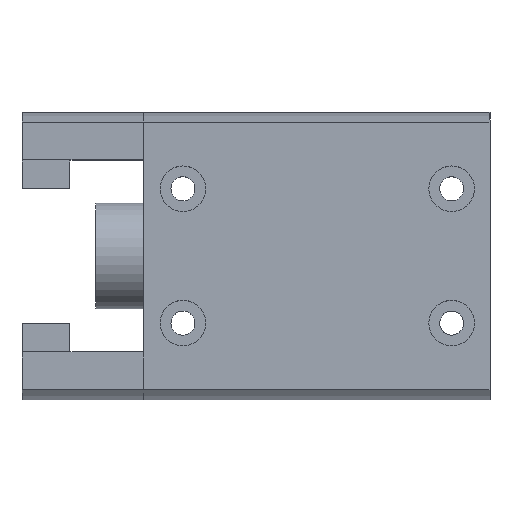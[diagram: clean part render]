
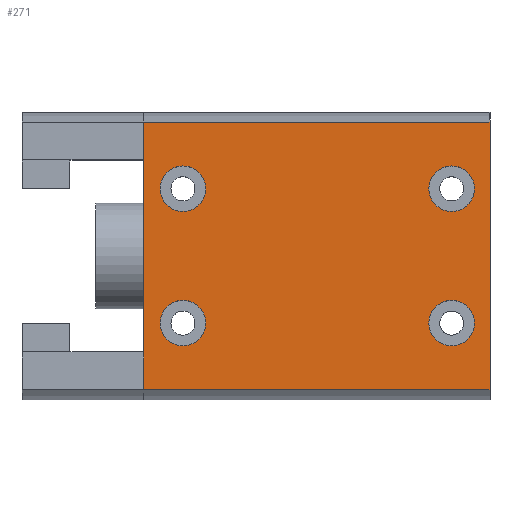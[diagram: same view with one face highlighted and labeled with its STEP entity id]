
A CAD part, top view. The second image highlights one B-rep face of the part: STEP entity #271.
In plain terms, the highlighted planar face has unit normal (0, 0, 1).
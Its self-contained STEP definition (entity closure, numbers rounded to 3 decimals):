
#77 = VERTEX_POINT('',#78);
#78 = CARTESIAN_POINT('',(-18.071,0.,9.561)
  );
#142 = EDGE_CURVE('',#77,#143,#145,.T.);
#143 = VERTEX_POINT('',#144);
#144 = CARTESIAN_POINT('',(-18.071,10.,9.561));
#145 = LINE('',#146,#147);
#146 = CARTESIAN_POINT('',(-18.071,-13.951,
    9.561));
#147 = VECTOR('',#148,1.);
#148 = DIRECTION('',(0.,1.,0.));
#174 = EDGE_CURVE('',#175,#77,#177,.T.);
#175 = VERTEX_POINT('',#176);
#176 = CARTESIAN_POINT('',(-18.071,-10.,9.561));
#177 = LINE('',#178,#179);
#178 = CARTESIAN_POINT('',(-18.071,-13.951,
    9.561));
#179 = VECTOR('',#180,1.);
#180 = DIRECTION('',(0.,1.,0.));
#271 = ADVANCED_FACE('',(#272,#314,#325,#336,#347),#358,.T.);
#272 = FACE_BOUND('',#273,.T.);
#273 = EDGE_LOOP('',(#274,#282,#290,#298,#306,#312,#313));
#274 = ORIENTED_EDGE('',*,*,#275,.F.);
#275 = EDGE_CURVE('',#276,#175,#278,.T.);
#276 = VERTEX_POINT('',#277);
#277 = CARTESIAN_POINT('',(-18.071,-13.951,
    9.561));
#278 = LINE('',#279,#280);
#279 = CARTESIAN_POINT('',(-18.071,-13.951,
    9.561));
#280 = VECTOR('',#281,1.);
#281 = DIRECTION('',(0.,1.,0.));
#282 = ORIENTED_EDGE('',*,*,#283,.T.);
#283 = EDGE_CURVE('',#276,#284,#286,.T.);
#284 = VERTEX_POINT('',#285);
#285 = CARTESIAN_POINT('',(18.,-13.951,9.561));
#286 = LINE('',#287,#288);
#287 = CARTESIAN_POINT('',(-18.071,-13.951,
    9.561));
#288 = VECTOR('',#289,1.);
#289 = DIRECTION('',(1.,0.,0.));
#290 = ORIENTED_EDGE('',*,*,#291,.T.);
#291 = EDGE_CURVE('',#284,#292,#294,.T.);
#292 = VERTEX_POINT('',#293);
#293 = CARTESIAN_POINT('',(18.,13.951,9.561));
#294 = LINE('',#295,#296);
#295 = CARTESIAN_POINT('',(18.,-6.975,9.561));
#296 = VECTOR('',#297,1.);
#297 = DIRECTION('',(0.,1.,0.));
#298 = ORIENTED_EDGE('',*,*,#299,.F.);
#299 = EDGE_CURVE('',#300,#292,#302,.T.);
#300 = VERTEX_POINT('',#301);
#301 = CARTESIAN_POINT('',(-18.071,13.951,
    9.561));
#302 = LINE('',#303,#304);
#303 = CARTESIAN_POINT('',(-18.071,13.951,
    9.561));
#304 = VECTOR('',#305,1.);
#305 = DIRECTION('',(1.,0.,0.));
#306 = ORIENTED_EDGE('',*,*,#307,.F.);
#307 = EDGE_CURVE('',#143,#300,#308,.T.);
#308 = LINE('',#309,#310);
#309 = CARTESIAN_POINT('',(-18.071,-13.951,
    9.561));
#310 = VECTOR('',#311,1.);
#311 = DIRECTION('',(0.,1.,0.));
#312 = ORIENTED_EDGE('',*,*,#142,.F.);
#313 = ORIENTED_EDGE('',*,*,#174,.F.);
#314 = FACE_BOUND('',#315,.T.);
#315 = EDGE_LOOP('',(#316));
#316 = ORIENTED_EDGE('',*,*,#317,.F.);
#317 = EDGE_CURVE('',#318,#318,#320,.T.);
#318 = VERTEX_POINT('',#319);
#319 = CARTESIAN_POINT('',(14.,-9.375,9.561));
#320 = CIRCLE('',#321,2.375);
#321 = AXIS2_PLACEMENT_3D('',#322,#323,#324);
#322 = CARTESIAN_POINT('',(14.,-7.,9.561));
#323 = DIRECTION('',(0.,0.,1.));
#324 = DIRECTION('',(0.,-1.,0.));
#325 = FACE_BOUND('',#326,.T.);
#326 = EDGE_LOOP('',(#327));
#327 = ORIENTED_EDGE('',*,*,#328,.F.);
#328 = EDGE_CURVE('',#329,#329,#331,.T.);
#329 = VERTEX_POINT('',#330);
#330 = CARTESIAN_POINT('',(14.,4.625,9.561));
#331 = CIRCLE('',#332,2.375);
#332 = AXIS2_PLACEMENT_3D('',#333,#334,#335);
#333 = CARTESIAN_POINT('',(14.,7.,9.561));
#334 = DIRECTION('',(0.,0.,1.));
#335 = DIRECTION('',(0.,-1.,0.));
#336 = FACE_BOUND('',#337,.T.);
#337 = EDGE_LOOP('',(#338));
#338 = ORIENTED_EDGE('',*,*,#339,.F.);
#339 = EDGE_CURVE('',#340,#340,#342,.T.);
#340 = VERTEX_POINT('',#341);
#341 = CARTESIAN_POINT('',(-14.,-9.375,9.561));
#342 = CIRCLE('',#343,2.375);
#343 = AXIS2_PLACEMENT_3D('',#344,#345,#346);
#344 = CARTESIAN_POINT('',(-14.,-7.,9.561));
#345 = DIRECTION('',(0.,0.,1.));
#346 = DIRECTION('',(0.,-1.,0.));
#347 = FACE_BOUND('',#348,.T.);
#348 = EDGE_LOOP('',(#349));
#349 = ORIENTED_EDGE('',*,*,#350,.F.);
#350 = EDGE_CURVE('',#351,#351,#353,.T.);
#351 = VERTEX_POINT('',#352);
#352 = CARTESIAN_POINT('',(-14.,4.625,9.561));
#353 = CIRCLE('',#354,2.375);
#354 = AXIS2_PLACEMENT_3D('',#355,#356,#357);
#355 = CARTESIAN_POINT('',(-14.,7.,9.561));
#356 = DIRECTION('',(0.,0.,1.));
#357 = DIRECTION('',(0.,-1.,0.));
#358 = PLANE('',#359);
#359 = AXIS2_PLACEMENT_3D('',#360,#361,#362);
#360 = CARTESIAN_POINT('',(-18.071,-13.951,
    9.561));
#361 = DIRECTION('',(0.,0.,1.));
#362 = DIRECTION('',(0.,1.,0.));
